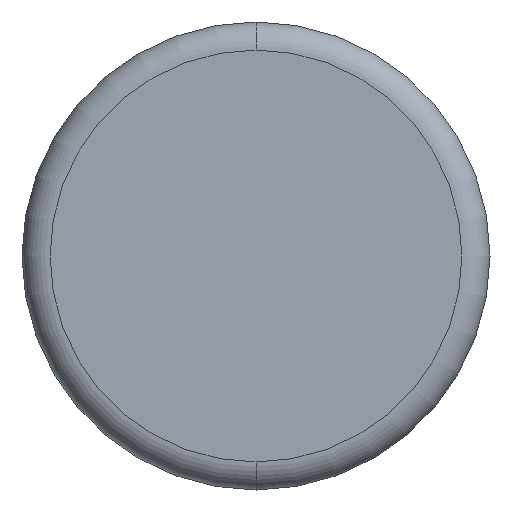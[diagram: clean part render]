
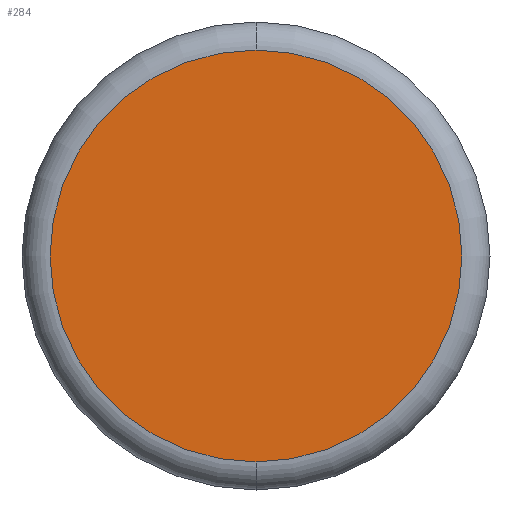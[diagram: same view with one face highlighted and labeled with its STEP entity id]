
A CAD part, front view. The second image highlights one B-rep face of the part: STEP entity #284.
In plain terms, the highlighted planar face has unit normal (0, -1, 0).
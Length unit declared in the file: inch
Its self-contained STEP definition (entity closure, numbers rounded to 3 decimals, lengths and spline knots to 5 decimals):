
#14 = DIRECTION ( 'NONE',  ( 0., 0., -1. ) ) ;
#30 = EDGE_CURVE ( 'NONE', #236, #85, #253, .T. ) ;
#47 = AXIS2_PLACEMENT_3D ( 'NONE', #457, #542, #151 ) ;
#85 = VERTEX_POINT ( 'NONE', #311 ) ;
#107 = CARTESIAN_POINT ( 'NONE',  ( 0., 0., -0.22 ) ) ;
#151 = DIRECTION ( 'NONE',  ( 0., 0., -1. ) ) ;
#153 = CARTESIAN_POINT ( 'NONE',  ( 0., 0., 0. ) ) ;
#174 = CARTESIAN_POINT ( 'NONE',  ( 0., 0., 0. ) ) ;
#175 = EDGE_CURVE ( 'NONE', #85, #236, #264, .T. ) ;
#207 = FACE_OUTER_BOUND ( 'NONE', #406, .T. ) ;
#228 = ORIENTED_EDGE ( 'NONE', *, *, #175, .T. ) ;
#229 = ORIENTED_EDGE ( 'NONE', *, *, #30, .T. ) ;
#236 = VERTEX_POINT ( 'NONE', #107 ) ;
#253 = CIRCLE ( 'NONE', #340, 0.22 ) ;
#264 = CIRCLE ( 'NONE', #47, 0.22 ) ;
#284 = ADVANCED_FACE ( 'NONE', ( #207 ), #500, .T. ) ;
#311 = CARTESIAN_POINT ( 'NONE',  ( 0., 0., 0.22 ) ) ;
#316 = AXIS2_PLACEMENT_3D ( 'NONE', #153, #466, #414 ) ;
#340 = AXIS2_PLACEMENT_3D ( 'NONE', #174, #439, #14 ) ;
#406 = EDGE_LOOP ( 'NONE', ( #229, #228 ) ) ;
#414 = DIRECTION ( 'NONE',  ( 0., 0., -1. ) ) ;
#439 = DIRECTION ( 'NONE',  ( 0., -1., 0. ) ) ;
#457 = CARTESIAN_POINT ( 'NONE',  ( 0., 0., 0. ) ) ;
#466 = DIRECTION ( 'NONE',  ( 0., -1., 0. ) ) ;
#500 = PLANE ( 'NONE',  #316 ) ;
#542 = DIRECTION ( 'NONE',  ( 0., -1., 0. ) ) ;
